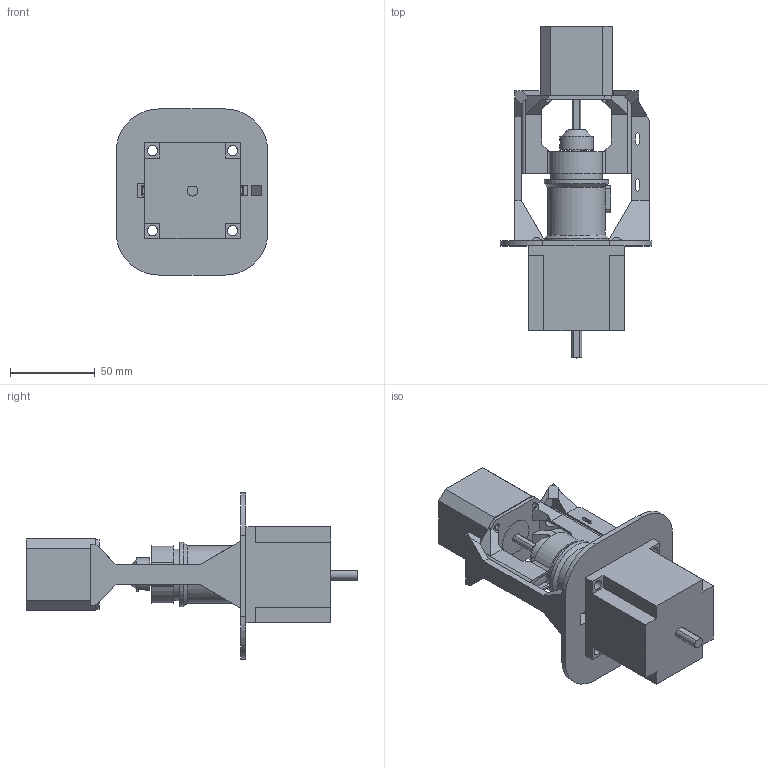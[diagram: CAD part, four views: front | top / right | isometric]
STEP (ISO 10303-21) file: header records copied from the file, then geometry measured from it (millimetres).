
FILE_DESCRIPTION(/* description */ (''),/* implementation_level */ '2;1');
FILE_NAME(/* name */ '',/* time_stamp */ '2025-06-20T22:06:03+03:00',/* author */ ('Валерий'),/* organization */ (''),/* preprocessor_version */ 'ST-DEVELOPER v19.2',/* originating_system */ 'Autodesk Inventor 2023',/* authorisation */ '');
FILE_SCHEMA (('AUTOMOTIVE_DESIGN { 1 0 10303 214 3 1 1 }'));
Length unit declared in the file: millimetre
Products named in the file (10): Барабан с тормозом; Барабан конический; Зажим каната; Муфта тормоза; Тормоз; Nema17; Nema23; Направляющая 
тормаза; Крпление двигателей 
UV; DIN 933 - M6  x 16
Assembly tree (9 placements, depth 2):
  Барабан с тормозом
    Барабан конический
    Зажим каната
    Муфта тормоза
    Тормоз
    Nema17
    Nema23
    Направляющая 
тормаза
    Крпление двигателей 
UV
    DIN 933 - M6  x 16
Bounding box: 89.31 x 195.5 x 97.81 mm (x, y, z)
Volume: 316693.4 mm3; surface area: 91818.8 mm2
Topology: 9 solids, 9 shells, 527 faces, 1371 edges, 872 vertices
Faces by surface type: plane 314, cylinder 133, cone 73, torus 7
Full cylindrical faces by diameter (mm): 2 x1, 3.5 x8, 5 x3, 5.1 x1, 5.459 x1, 5.7 x1, 6 x10, 6.5 x1, 8.5 x1, 8.7 x1, 9 x1, 10 x1, 13.832 x1, 16.428 x1, 19.002 x1, 20 x1, 21.598 x1, 22 x2, 24.172 x1, 26.768 x1, 29 x1, 30.5 x1, 31.939 x1, 34 x1, 38 x2, 38.2 x1, 39 x1
Entity records: 17055 total; most frequent: CARTESIAN_POINT 2897, DIRECTION 2822, ORIENTED_EDGE 2742, EDGE_CURVE 1371, LINE 954, VECTOR 954, AXIS2_PLACEMENT_3D 934, VERTEX_POINT 872
